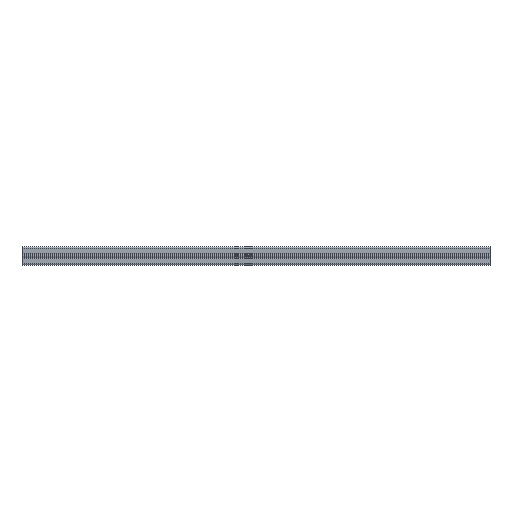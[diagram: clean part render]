
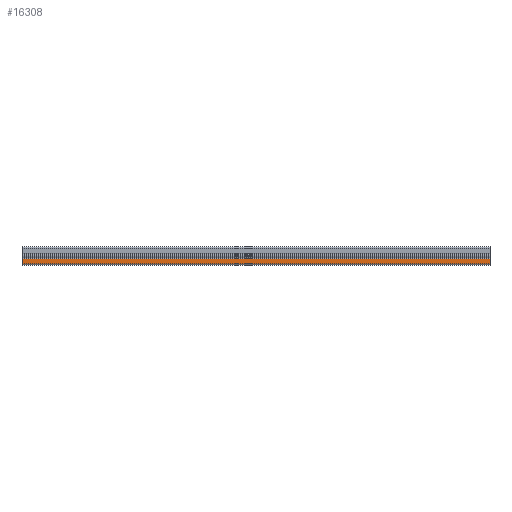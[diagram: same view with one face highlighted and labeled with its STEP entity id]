
A CAD part, top view. The second image highlights one B-rep face of the part: STEP entity #16308.
In plain terms, the highlighted planar face has unit normal (0, 0, 1).
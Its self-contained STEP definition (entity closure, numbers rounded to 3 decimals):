
#32 = PLANE('',#33);
#33 = AXIS2_PLACEMENT_3D('',#34,#35,#36);
#34 = CARTESIAN_POINT('',(1445.5,-42.5,-480.5));
#35 = DIRECTION('',(-1.,0.,0.));
#36 = DIRECTION('',(0.,0.,1.));
#3755 = VERTEX_POINT('',#3756);
#3756 = CARTESIAN_POINT('',(1445.5,-62.,-458.));
#3771 = CYLINDRICAL_SURFACE('',#3772,3.);
#3772 = AXIS2_PLACEMENT_3D('',#3773,#3774,#3775);
#3773 = CARTESIAN_POINT('',(1445.5,-62.,-461.)
  );
#3774 = DIRECTION('',(-1.,0.,0.));
#3775 = DIRECTION('',(0.,0.,1.));
#3783 = EDGE_CURVE('',#3755,#3784,#3786,.T.);
#3784 = VERTEX_POINT('',#3785);
#3785 = CARTESIAN_POINT('',(1445.5,-48.8,-458.));
#3786 = SURFACE_CURVE('',#3787,(#3791,#3798),.PCURVE_S1.);
#3787 = LINE('',#3788,#3789);
#3788 = CARTESIAN_POINT('',(1445.5,-62.,-458.));
#3789 = VECTOR('',#3790,1.);
#3790 = DIRECTION('',(0.,1.,0.));
#3791 = PCURVE('',#32,#3792);
#3792 = DEFINITIONAL_REPRESENTATION('',(#3793),#3797);
#3793 = LINE('',#3794,#3795);
#3794 = CARTESIAN_POINT('',(22.5,-19.5));
#3795 = VECTOR('',#3796,1.);
#3796 = DIRECTION('',(0.,1.));
#3797 = ( GEOMETRIC_REPRESENTATION_CONTEXT(2) 
PARAMETRIC_REPRESENTATION_CONTEXT() REPRESENTATION_CONTEXT('2D SPACE',''
  ) );
#3798 = PCURVE('',#3799,#3804);
#3799 = PLANE('',#3800);
#3800 = AXIS2_PLACEMENT_3D('',#3801,#3802,#3803);
#3801 = CARTESIAN_POINT('',(1445.5,-62.,-458.));
#3802 = DIRECTION('',(0.,0.,1.));
#3803 = DIRECTION('',(0.,1.,0.));
#3804 = DEFINITIONAL_REPRESENTATION('',(#3805),#3809);
#3805 = LINE('',#3806,#3807);
#3806 = CARTESIAN_POINT('',(0.,0.));
#3807 = VECTOR('',#3808,1.);
#3808 = DIRECTION('',(1.,0.));
#3809 = ( GEOMETRIC_REPRESENTATION_CONTEXT(2) 
PARAMETRIC_REPRESENTATION_CONTEXT() REPRESENTATION_CONTEXT('2D SPACE',''
  ) );
#3828 = CYLINDRICAL_SURFACE('',#3829,0.5);
#3829 = AXIS2_PLACEMENT_3D('',#3830,#3831,#3832);
#3830 = CARTESIAN_POINT('',(1445.5,-48.8,-458.5)
  );
#3831 = DIRECTION('',(-1.,0.,0.));
#3832 = DIRECTION('',(0.,0.,1.));
#7271 = PLANE('',#7272);
#7272 = AXIS2_PLACEMENT_3D('',#7273,#7274,#7275);
#7273 = CARTESIAN_POINT('',(290.5,-42.5,-480.5));
#7274 = DIRECTION('',(-1.,0.,0.));
#7275 = DIRECTION('',(0.,0.,1.));
#8241 = VERTEX_POINT('',#8242);
#8242 = CARTESIAN_POINT('',(290.5,-48.8,-458.));
#8264 = EDGE_CURVE('',#8265,#8241,#8267,.T.);
#8265 = VERTEX_POINT('',#8266);
#8266 = CARTESIAN_POINT('',(290.5,-62.,-458.));
#8267 = SURFACE_CURVE('',#8268,(#8272,#8279),.PCURVE_S1.);
#8268 = LINE('',#8269,#8270);
#8269 = CARTESIAN_POINT('',(290.5,-62.,-458.));
#8270 = VECTOR('',#8271,1.);
#8271 = DIRECTION('',(0.,1.,0.));
#8272 = PCURVE('',#7271,#8273);
#8273 = DEFINITIONAL_REPRESENTATION('',(#8274),#8278);
#8274 = LINE('',#8275,#8276);
#8275 = CARTESIAN_POINT('',(22.5,-19.5));
#8276 = VECTOR('',#8277,1.);
#8277 = DIRECTION('',(0.,1.));
#8278 = ( GEOMETRIC_REPRESENTATION_CONTEXT(2) 
PARAMETRIC_REPRESENTATION_CONTEXT() REPRESENTATION_CONTEXT('2D SPACE',''
  ) );
#8279 = PCURVE('',#3799,#8280);
#8280 = DEFINITIONAL_REPRESENTATION('',(#8281),#8285);
#8281 = LINE('',#8282,#8283);
#8282 = CARTESIAN_POINT('',(0.,1155.));
#8283 = VECTOR('',#8284,1.);
#8284 = DIRECTION('',(1.,0.));
#8285 = ( GEOMETRIC_REPRESENTATION_CONTEXT(2) 
PARAMETRIC_REPRESENTATION_CONTEXT() REPRESENTATION_CONTEXT('2D SPACE',''
  ) );
#16287 = EDGE_CURVE('',#3784,#8241,#16288,.T.);
#16288 = SURFACE_CURVE('',#16289,(#16293,#16300),.PCURVE_S1.);
#16289 = LINE('',#16290,#16291);
#16290 = CARTESIAN_POINT('',(1445.5,-48.8,-458.));
#16291 = VECTOR('',#16292,1.);
#16292 = DIRECTION('',(-1.,0.,0.));
#16293 = PCURVE('',#3828,#16294);
#16294 = DEFINITIONAL_REPRESENTATION('',(#16295),#16299);
#16295 = LINE('',#16296,#16297);
#16296 = CARTESIAN_POINT('',(0.,0.));
#16297 = VECTOR('',#16298,1.);
#16298 = DIRECTION('',(0.,1.));
#16299 = ( GEOMETRIC_REPRESENTATION_CONTEXT(2) 
PARAMETRIC_REPRESENTATION_CONTEXT() REPRESENTATION_CONTEXT('2D SPACE',''
  ) );
#16300 = PCURVE('',#3799,#16301);
#16301 = DEFINITIONAL_REPRESENTATION('',(#16302),#16306);
#16302 = LINE('',#16303,#16304);
#16303 = CARTESIAN_POINT('',(13.2,0.));
#16304 = VECTOR('',#16305,1.);
#16305 = DIRECTION('',(0.,1.));
#16306 = ( GEOMETRIC_REPRESENTATION_CONTEXT(2) 
PARAMETRIC_REPRESENTATION_CONTEXT() REPRESENTATION_CONTEXT('2D SPACE',''
  ) );
#16308 = ADVANCED_FACE('',(#16309),#3799,.T.);
#16309 = FACE_BOUND('',#16310,.F.);
#16310 = EDGE_LOOP('',(#16311,#16312,#16333,#16334));
#16311 = ORIENTED_EDGE('',*,*,#3783,.F.);
#16312 = ORIENTED_EDGE('',*,*,#16313,.T.);
#16313 = EDGE_CURVE('',#3755,#8265,#16314,.T.);
#16314 = SURFACE_CURVE('',#16315,(#16319,#16326),.PCURVE_S1.);
#16315 = LINE('',#16316,#16317);
#16316 = CARTESIAN_POINT('',(1445.5,-62.,-458.));
#16317 = VECTOR('',#16318,1.);
#16318 = DIRECTION('',(-1.,0.,0.));
#16319 = PCURVE('',#3799,#16320);
#16320 = DEFINITIONAL_REPRESENTATION('',(#16321),#16325);
#16321 = LINE('',#16322,#16323);
#16322 = CARTESIAN_POINT('',(0.,0.));
#16323 = VECTOR('',#16324,1.);
#16324 = DIRECTION('',(0.,1.));
#16325 = ( GEOMETRIC_REPRESENTATION_CONTEXT(2) 
PARAMETRIC_REPRESENTATION_CONTEXT() REPRESENTATION_CONTEXT('2D SPACE',''
  ) );
#16326 = PCURVE('',#3771,#16327);
#16327 = DEFINITIONAL_REPRESENTATION('',(#16328),#16332);
#16328 = LINE('',#16329,#16330);
#16329 = CARTESIAN_POINT('',(6.283,0.));
#16330 = VECTOR('',#16331,1.);
#16331 = DIRECTION('',(0.,1.));
#16332 = ( GEOMETRIC_REPRESENTATION_CONTEXT(2) 
PARAMETRIC_REPRESENTATION_CONTEXT() REPRESENTATION_CONTEXT('2D SPACE',''
  ) );
#16333 = ORIENTED_EDGE('',*,*,#8264,.T.);
#16334 = ORIENTED_EDGE('',*,*,#16287,.F.);
